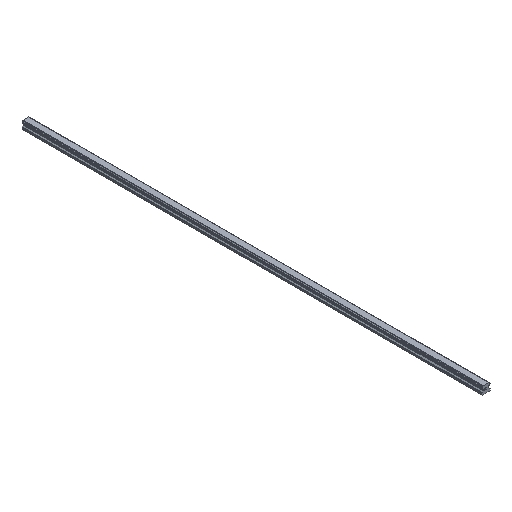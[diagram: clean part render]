
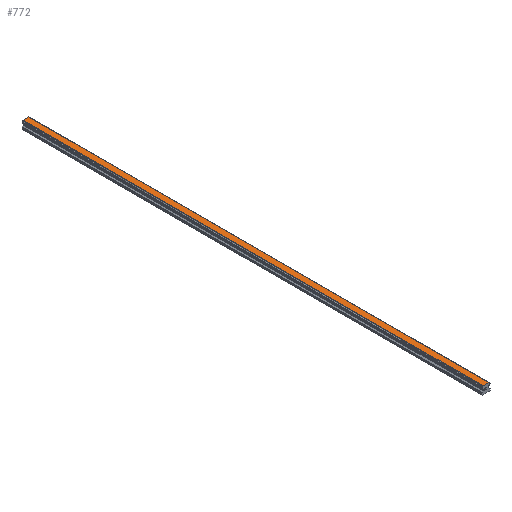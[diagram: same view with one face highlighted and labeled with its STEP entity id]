
A CAD part, isometric view. The second image highlights one B-rep face of the part: STEP entity #772.
In plain terms, the highlighted planar face has unit normal (0, 0, 1).
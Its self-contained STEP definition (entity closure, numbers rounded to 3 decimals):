
#772=ADVANCED_FACE('',(#1565),#1566,.T.);
#1565=FACE_OUTER_BOUND('',#2372,.T.);
#1566=PLANE('',#2373);
#2372=EDGE_LOOP('',(#4824,#4825,#4826,#4827));
#2373=AXIS2_PLACEMENT_3D('',#4828,#4829,#4830);
#4824=ORIENTED_EDGE('',*,*,#5593,.T.);
#4825=ORIENTED_EDGE('',*,*,#5991,.F.);
#4826=ORIENTED_EDGE('',*,*,#5457,.F.);
#4827=ORIENTED_EDGE('',*,*,#5989,.T.);
#4828=CARTESIAN_POINT('',(0.0,1320.0,22.));
#4829=DIRECTION('',(0.0,0.0,1.0));
#4830=DIRECTION('',(-1.0,0.0,-0.0));
#5457=EDGE_CURVE('',#6773,#6775,#6776,.T.);
#5593=EDGE_CURVE('',#7002,#7000,#7003,.T.);
#5989=EDGE_CURVE('',#6773,#7002,#7506,.T.);
#5991=EDGE_CURVE('',#6775,#7000,#7508,.T.);
#6773=VERTEX_POINT('',#8502);
#6775=VERTEX_POINT('',#8505);
#6776=LINE('',#8506,#8507);
#7000=VERTEX_POINT('',#8819);
#7002=VERTEX_POINT('',#8822);
#7003=LINE('',#8823,#8824);
#7506=LINE('',#9447,#9448);
#7508=LINE('',#9450,#9451);
#8502=CARTESIAN_POINT('',(-8.3,1320.0,22.));
#8505=CARTESIAN_POINT('',(8.3,1320.0,22.));
#8506=CARTESIAN_POINT('',(-8.3,1320.0,22.));
#8507=VECTOR('',#10160,1.0);
#8819=CARTESIAN_POINT('',(8.3,0.0,22.));
#8822=CARTESIAN_POINT('',(-8.3,0.0,22.));
#8823=CARTESIAN_POINT('',(-8.3,0.0,22.));
#8824=VECTOR('',#10316,1.0);
#9447=CARTESIAN_POINT('',(-8.3,1320.0,22.));
#9448=VECTOR('',#10866,1.0);
#9450=CARTESIAN_POINT('',(8.3,1320.0,22.));
#9451=VECTOR('',#10867,1.0);
#10160=DIRECTION('',(1.0,0.0,0.0));
#10316=DIRECTION('',(1.0,0.0,0.0));
#10866=DIRECTION('',(0.0,-1.0,0.0));
#10867=DIRECTION('',(0.0,-1.0,0.0));
